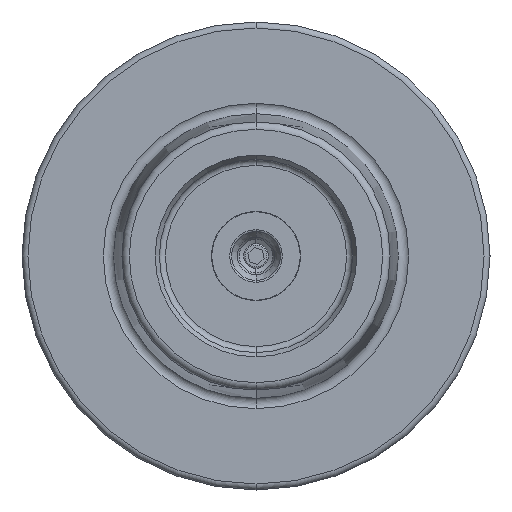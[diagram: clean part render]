
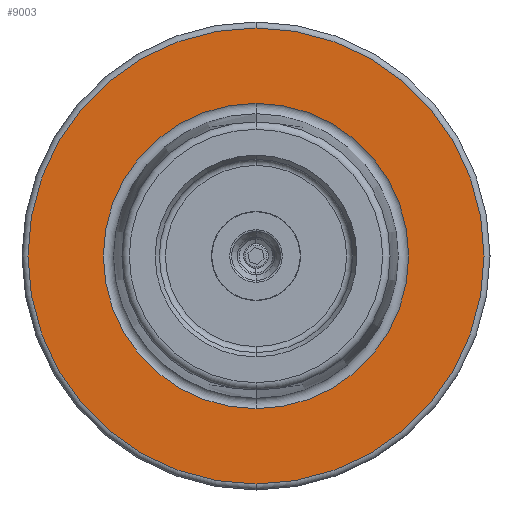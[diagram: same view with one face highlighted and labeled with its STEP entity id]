
A CAD part, front view. The second image highlights one B-rep face of the part: STEP entity #9003.
In plain terms, the highlighted planar face has unit normal (0, -1, 0).
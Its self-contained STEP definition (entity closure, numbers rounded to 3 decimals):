
#105 = EDGE_CURVE ( 'NONE', #5812, #377, #1874, .T. ) ;
#154 = DIRECTION ( 'NONE',  ( 0., 1., 0. ) ) ;
#172 = CARTESIAN_POINT ( 'NONE',  ( 0., 25., 0. ) ) ;
#258 = EDGE_LOOP ( 'NONE', ( #8054, #1084 ) ) ;
#377 = VERTEX_POINT ( 'NONE', #1649 ) ;
#637 = EDGE_CURVE ( 'NONE', #377, #5812, #4800, .T. ) ;
#686 = DIRECTION ( 'NONE',  ( 0., 0., 1. ) ) ;
#1084 = ORIENTED_EDGE ( 'NONE', *, *, #105, .T. ) ;
#1529 = FACE_OUTER_BOUND ( 'NONE', #12119, .T. ) ;
#1649 = CARTESIAN_POINT ( 'NONE',  ( 0., 25., 20.555 ) ) ;
#1874 = CIRCLE ( 'NONE', #7988, 20.555 ) ;
#2249 = AXIS2_PLACEMENT_3D ( 'NONE', #6002, #3796, #5813 ) ;
#2782 = AXIS2_PLACEMENT_3D ( 'NONE', #3265, #4313, #5366 ) ;
#3265 = CARTESIAN_POINT ( 'NONE',  ( 0., 25., 0. ) ) ;
#3609 = CARTESIAN_POINT ( 'NONE',  ( 0., 25., -20.555 ) ) ;
#3796 = DIRECTION ( 'NONE',  ( 0., -1., 0. ) ) ;
#4309 = EDGE_CURVE ( 'NONE', #9395, #6468, #7300, .T. ) ;
#4313 = DIRECTION ( 'NONE',  ( 0., 1., 0. ) ) ;
#4786 = PLANE ( 'NONE',  #2249 ) ;
#4800 = CIRCLE ( 'NONE', #2782, 20.555 ) ;
#4868 = DIRECTION ( 'NONE',  ( 0., 1., 0. ) ) ;
#4901 = AXIS2_PLACEMENT_3D ( 'NONE', #12096, #4868, #686 ) ;
#5366 = DIRECTION ( 'NONE',  ( 0., 0., 1. ) ) ;
#5812 = VERTEX_POINT ( 'NONE', #3609 ) ;
#5813 = DIRECTION ( 'NONE',  ( 0., 0., -1. ) ) ;
#6002 = CARTESIAN_POINT ( 'NONE',  ( 0., 25., 0. ) ) ;
#6251 = ORIENTED_EDGE ( 'NONE', *, *, #6363, .F. ) ;
#6363 = EDGE_CURVE ( 'NONE', #6468, #9395, #12429, .T. ) ;
#6447 = DIRECTION ( 'NONE',  ( 0., 1., 0. ) ) ;
#6468 = VERTEX_POINT ( 'NONE', #7868 ) ;
#7300 = CIRCLE ( 'NONE', #4901, 30.7 ) ;
#7374 = CARTESIAN_POINT ( 'NONE',  ( 0., 25., 0. ) ) ;
#7426 = DIRECTION ( 'NONE',  ( 0., 0., 1. ) ) ;
#7868 = CARTESIAN_POINT ( 'NONE',  ( 0., 25., -30.7 ) ) ;
#7988 = AXIS2_PLACEMENT_3D ( 'NONE', #172, #6447, #10643 ) ;
#8054 = ORIENTED_EDGE ( 'NONE', *, *, #637, .T. ) ;
#9003 = ADVANCED_FACE ( 'NONE', ( #10321, #1529 ), #4786, .T. ) ;
#9057 = ORIENTED_EDGE ( 'NONE', *, *, #4309, .F. ) ;
#9395 = VERTEX_POINT ( 'NONE', #11821 ) ;
#10321 = FACE_BOUND ( 'NONE', #258, .T. ) ;
#10643 = DIRECTION ( 'NONE',  ( 0., 0., 1. ) ) ;
#11821 = CARTESIAN_POINT ( 'NONE',  ( 0., 25., 30.7 ) ) ;
#12096 = CARTESIAN_POINT ( 'NONE',  ( 0., 25., 0. ) ) ;
#12119 = EDGE_LOOP ( 'NONE', ( #9057, #6251 ) ) ;
#12429 = CIRCLE ( 'NONE', #12521, 30.7 ) ;
#12521 = AXIS2_PLACEMENT_3D ( 'NONE', #7374, #154, #7426 ) ;
